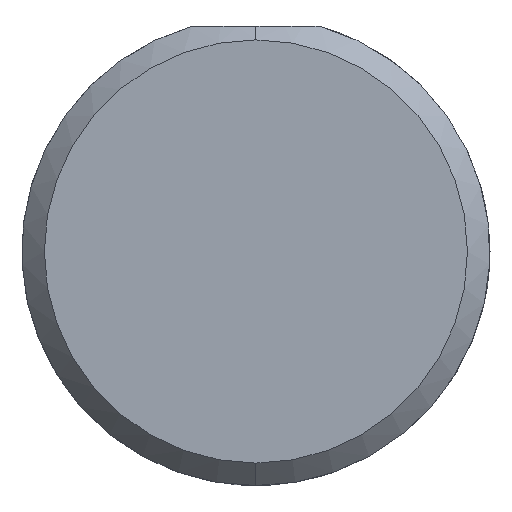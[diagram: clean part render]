
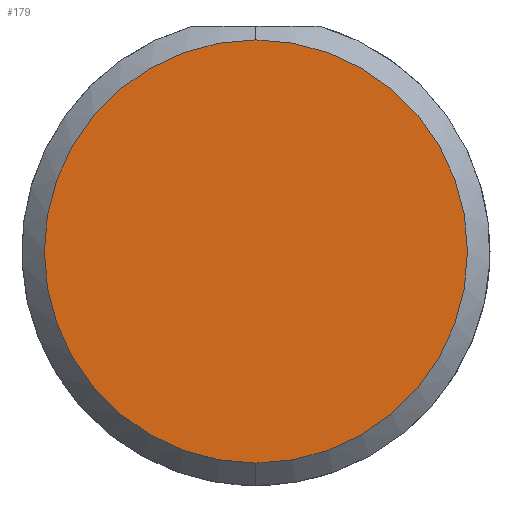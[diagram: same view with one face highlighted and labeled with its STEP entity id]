
A CAD part, left-side view. The second image highlights one B-rep face of the part: STEP entity #179.
In plain terms, the highlighted planar face has unit normal (-1, 0, 0).
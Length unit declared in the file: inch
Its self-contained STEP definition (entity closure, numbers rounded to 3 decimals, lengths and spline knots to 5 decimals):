
#37 = CIRCLE ( 'NONE', #91, 0.1411 ) ;
#91 = AXIS2_PLACEMENT_3D ( 'NONE', #511, #192, #767 ) ;
#115 = AXIS2_PLACEMENT_3D ( 'NONE', #259, #831, #193 ) ;
#179 = ADVANCED_FACE ( 'NONE', ( #190 ), #249, .F. ) ;
#190 = FACE_OUTER_BOUND ( 'NONE', #591, .T. ) ;
#192 = DIRECTION ( 'NONE',  ( -1., 0., 0. ) ) ;
#193 = DIRECTION ( 'NONE',  ( 0., 0., -1. ) ) ;
#249 = PLANE ( 'NONE',  #115 ) ;
#259 = CARTESIAN_POINT ( 'NONE',  ( 0., 0., 0. ) ) ;
#288 = DIRECTION ( 'NONE',  ( -1., 0., 0. ) ) ;
#293 = CARTESIAN_POINT ( 'NONE',  ( 0., 0., 0.1411 ) ) ;
#371 = VERTEX_POINT ( 'NONE', #737 ) ;
#434 = EDGE_CURVE ( 'NONE', #548, #371, #534, .T. ) ;
#511 = CARTESIAN_POINT ( 'NONE',  ( 0., 0., 0. ) ) ;
#534 = CIRCLE ( 'NONE', #740, 0.1411 ) ;
#548 = VERTEX_POINT ( 'NONE', #293 ) ;
#591 = EDGE_LOOP ( 'NONE', ( #807, #722 ) ) ;
#618 = EDGE_CURVE ( 'NONE', #371, #548, #37, .T. ) ;
#722 = ORIENTED_EDGE ( 'NONE', *, *, #434, .T. ) ;
#737 = CARTESIAN_POINT ( 'NONE',  ( 0., 0., -0.1411 ) ) ;
#740 = AXIS2_PLACEMENT_3D ( 'NONE', #751, #288, #758 ) ;
#751 = CARTESIAN_POINT ( 'NONE',  ( 0., 0., 0. ) ) ;
#758 = DIRECTION ( 'NONE',  ( 0., 0., -1. ) ) ;
#767 = DIRECTION ( 'NONE',  ( 0., 0., -1. ) ) ;
#807 = ORIENTED_EDGE ( 'NONE', *, *, #618, .T. ) ;
#831 = DIRECTION ( 'NONE',  ( 1., 0., 0. ) ) ;
